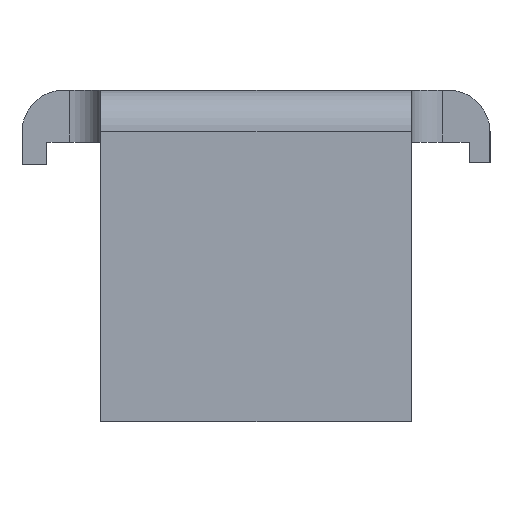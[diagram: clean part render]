
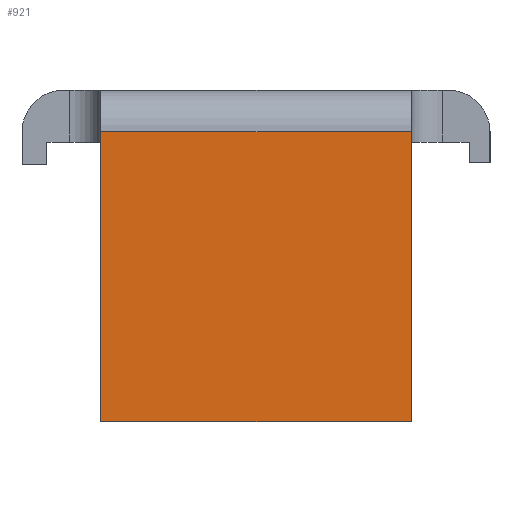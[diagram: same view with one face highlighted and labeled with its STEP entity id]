
A CAD part, left-side view. The second image highlights one B-rep face of the part: STEP entity #921.
In plain terms, the highlighted planar face has unit normal (-1, 0, 0).
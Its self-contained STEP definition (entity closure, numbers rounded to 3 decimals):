
#775 = VERTEX_POINT('',#776);
#776 = CARTESIAN_POINT('',(-62.5,17.,-6.75));
#782 = EDGE_CURVE('',#775,#783,#785,.T.);
#783 = VERTEX_POINT('',#784);
#784 = CARTESIAN_POINT('',(-62.5,17.,7.25));
#785 = LINE('',#786,#787);
#786 = CARTESIAN_POINT('',(-62.5,17.,-6.75));
#787 = VECTOR('',#788,1.);
#788 = DIRECTION('',(0.,0.,1.));
#806 = VERTEX_POINT('',#807);
#807 = CARTESIAN_POINT('',(-62.5,2.,7.25));
#823 = EDGE_CURVE('',#806,#783,#824,.T.);
#824 = LINE('',#825,#826);
#825 = CARTESIAN_POINT('',(-62.5,2.,7.25));
#826 = VECTOR('',#827,1.);
#827 = DIRECTION('',(0.,1.,0.));
#871 = VERTEX_POINT('',#872);
#872 = CARTESIAN_POINT('',(-62.5,2.,-6.75));
#878 = EDGE_CURVE('',#871,#806,#879,.T.);
#879 = LINE('',#880,#881);
#880 = CARTESIAN_POINT('',(-62.5,2.,-6.75));
#881 = VECTOR('',#882,1.);
#882 = DIRECTION('',(0.,0.,1.));
#921 = ADVANCED_FACE('',(#922),#933,.F.);
#922 = FACE_BOUND('',#923,.F.);
#923 = EDGE_LOOP('',(#924,#925,#931,#932));
#924 = ORIENTED_EDGE('',*,*,#878,.F.);
#925 = ORIENTED_EDGE('',*,*,#926,.T.);
#926 = EDGE_CURVE('',#871,#775,#927,.T.);
#927 = LINE('',#928,#929);
#928 = CARTESIAN_POINT('',(-62.5,2.,-6.75));
#929 = VECTOR('',#930,1.);
#930 = DIRECTION('',(0.,1.,0.));
#931 = ORIENTED_EDGE('',*,*,#782,.T.);
#932 = ORIENTED_EDGE('',*,*,#823,.F.);
#933 = PLANE('',#934);
#934 = AXIS2_PLACEMENT_3D('',#935,#936,#937);
#935 = CARTESIAN_POINT('',(-62.5,2.,-6.75));
#936 = DIRECTION('',(1.,0.,0.));
#937 = DIRECTION('',(0.,0.,1.));
